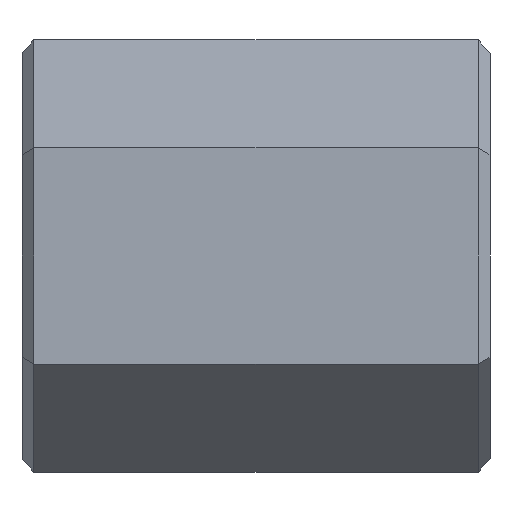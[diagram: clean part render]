
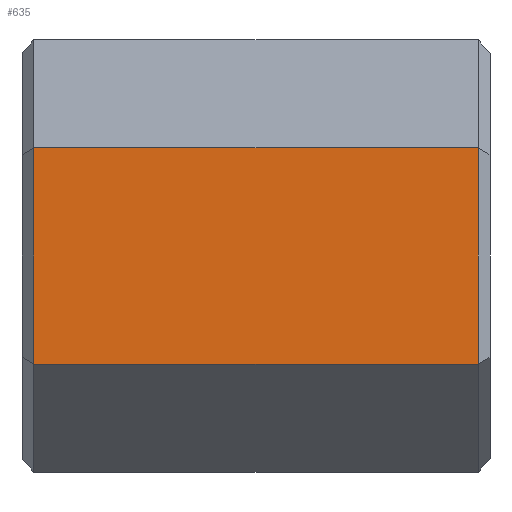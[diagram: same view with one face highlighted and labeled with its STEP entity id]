
A CAD part, left-side view. The second image highlights one B-rep face of the part: STEP entity #635.
In plain terms, the highlighted planar face has unit normal (-1, 0, 0).
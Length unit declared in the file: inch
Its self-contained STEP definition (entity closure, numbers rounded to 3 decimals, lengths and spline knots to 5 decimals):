
#51=FACE_OUTER_BOUND('',#91,.T.);
#91=EDGE_LOOP('',(#547,#548,#549,#550));
#104=LINE('',#882,#188);
#173=LINE('',#1018,#257);
#176=LINE('',#1025,#260);
#177=LINE('',#1027,#261);
#188=VECTOR('',#716,0.3937);
#257=VECTOR('',#839,0.3937);
#260=VECTOR('',#850,0.3937);
#261=VECTOR('',#853,0.3937);
#268=VERTEX_POINT('',#874);
#270=VERTEX_POINT('',#880);
#309=VERTEX_POINT('',#1008);
#310=VERTEX_POINT('',#1013);
#320=EDGE_CURVE('',#270,#268,#104,.T.);
#389=EDGE_CURVE('',#310,#309,#173,.T.);
#392=EDGE_CURVE('',#309,#270,#176,.T.);
#393=EDGE_CURVE('',#310,#268,#177,.T.);
#547=ORIENTED_EDGE('',*,*,#320,.F.);
#548=ORIENTED_EDGE('',*,*,#392,.F.);
#549=ORIENTED_EDGE('',*,*,#389,.F.);
#550=ORIENTED_EDGE('',*,*,#393,.T.);
#597=PLANE('',#695);
#635=ADVANCED_FACE('',(#51),#597,.T.);
#695=AXIS2_PLACEMENT_3D('',#1026,#851,#852);
#716=DIRECTION('',(0.,0.,1.));
#839=DIRECTION('',(0.,0.,-1.));
#850=DIRECTION('',(0.,1.,0.));
#851=DIRECTION('center_axis',(-1.,0.,0.));
#852=DIRECTION('ref_axis',(0.,0.,1.));
#853=DIRECTION('',(0.,1.,0.));
#874=CARTESIAN_POINT('',(-0.25,0.60925,0.14434));
#880=CARTESIAN_POINT('',(-0.25,0.60925,-0.14434));
#882=CARTESIAN_POINT('',(-0.25,0.60925,-0.07217));
#1008=CARTESIAN_POINT('',(-0.25,0.01575,-0.14434));
#1013=CARTESIAN_POINT('',(-0.25,0.01575,0.14434));
#1018=CARTESIAN_POINT('',(-0.25,0.01575,-0.07217));
#1025=CARTESIAN_POINT('',(-0.25,0.,-0.14434));
#1026=CARTESIAN_POINT('Origin',(-0.25,0.,-0.14434));
#1027=CARTESIAN_POINT('',(-0.25,0.,0.14434));
